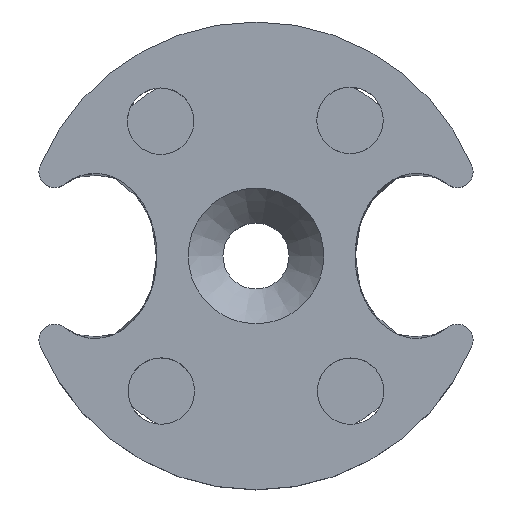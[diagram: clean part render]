
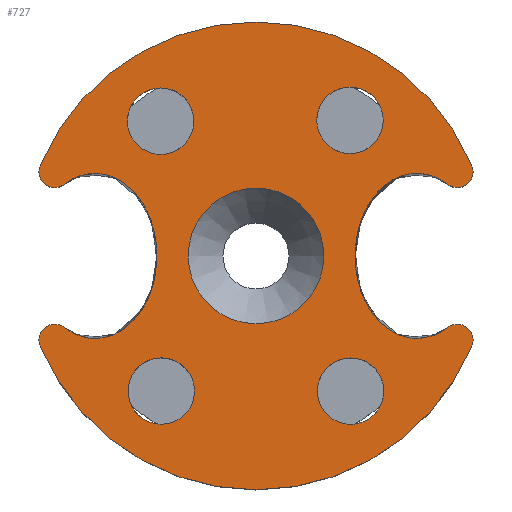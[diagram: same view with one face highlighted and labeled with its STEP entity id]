
A CAD part, top view. The second image highlights one B-rep face of the part: STEP entity #727.
In plain terms, the highlighted planar face has unit normal (0, 0, 1).
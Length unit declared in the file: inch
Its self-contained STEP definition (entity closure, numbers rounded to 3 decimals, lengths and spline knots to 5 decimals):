
#17=FACE_BOUND('',#94,.T.);
#18=FACE_BOUND('',#95,.T.);
#19=FACE_BOUND('',#96,.T.);
#20=FACE_BOUND('',#97,.T.);
#21=FACE_BOUND('',#98,.T.);
#24=PLANE('',#805);
#39=ELLIPSE('',#775,0.25,0.1875);
#42=ELLIPSE('',#798,0.25,0.1875);
#55=FACE_OUTER_BOUND('',#93,.T.);
#93=EDGE_LOOP('',(#533,#534,#535,#536,#537,#538,#539,#540));
#94=EDGE_LOOP('',(#541));
#95=EDGE_LOOP('',(#542));
#96=EDGE_LOOP('',(#543));
#97=EDGE_LOOP('',(#544));
#98=EDGE_LOOP('',(#545));
#238=CIRCLE('',#803,0.04769);
#240=CIRCLE('',#806,0.70866);
#241=CIRCLE('',#807,0.04769);
#242=CIRCLE('',#808,0.04769);
#243=CIRCLE('',#809,0.70866);
#244=CIRCLE('',#810,0.04769);
#245=CIRCLE('',#811,0.2055);
#246=CIRCLE('',#812,0.1007);
#247=CIRCLE('',#813,0.1007);
#248=CIRCLE('',#814,0.1007);
#249=CIRCLE('',#815,0.1007);
#287=VERTEX_POINT('',#1158);
#288=VERTEX_POINT('',#1160);
#315=VERTEX_POINT('',#1237);
#316=VERTEX_POINT('',#1239);
#319=VERTEX_POINT('',#1249);
#321=VERTEX_POINT('',#1255);
#322=VERTEX_POINT('',#1258);
#323=VERTEX_POINT('',#1260);
#324=VERTEX_POINT('',#1263);
#325=VERTEX_POINT('',#1265);
#326=VERTEX_POINT('',#1267);
#327=VERTEX_POINT('',#1269);
#328=VERTEX_POINT('',#1271);
#364=EDGE_CURVE('',#288,#287,#39,.T.);
#397=EDGE_CURVE('',#316,#315,#42,.T.);
#402=EDGE_CURVE('',#319,#287,#238,.T.);
#405=EDGE_CURVE('',#321,#319,#240,.T.);
#406=EDGE_CURVE('',#316,#321,#241,.T.);
#407=EDGE_CURVE('',#322,#315,#242,.T.);
#408=EDGE_CURVE('',#323,#322,#243,.T.);
#409=EDGE_CURVE('',#288,#323,#244,.T.);
#410=EDGE_CURVE('',#324,#324,#245,.T.);
#411=EDGE_CURVE('',#325,#325,#246,.T.);
#412=EDGE_CURVE('',#326,#326,#247,.T.);
#413=EDGE_CURVE('',#327,#327,#248,.T.);
#414=EDGE_CURVE('',#328,#328,#249,.T.);
#533=ORIENTED_EDGE('',*,*,#402,.F.);
#534=ORIENTED_EDGE('',*,*,#405,.F.);
#535=ORIENTED_EDGE('',*,*,#406,.F.);
#536=ORIENTED_EDGE('',*,*,#397,.T.);
#537=ORIENTED_EDGE('',*,*,#407,.F.);
#538=ORIENTED_EDGE('',*,*,#408,.F.);
#539=ORIENTED_EDGE('',*,*,#409,.F.);
#540=ORIENTED_EDGE('',*,*,#364,.T.);
#541=ORIENTED_EDGE('',*,*,#410,.T.);
#542=ORIENTED_EDGE('',*,*,#411,.T.);
#543=ORIENTED_EDGE('',*,*,#412,.T.);
#544=ORIENTED_EDGE('',*,*,#413,.T.);
#545=ORIENTED_EDGE('',*,*,#414,.T.);
#727=ADVANCED_FACE('',(#55,#17,#18,#19,#20,#21),#24,.T.);
#775=AXIS2_PLACEMENT_3D('',#1161,#890,#891);
#798=AXIS2_PLACEMENT_3D('',#1240,#950,#951);
#803=AXIS2_PLACEMENT_3D('',#1250,#962,#963);
#805=AXIS2_PLACEMENT_3D('',#1254,#967,#968);
#806=AXIS2_PLACEMENT_3D('',#1256,#969,#970);
#807=AXIS2_PLACEMENT_3D('',#1257,#971,#972);
#808=AXIS2_PLACEMENT_3D('',#1259,#973,#974);
#809=AXIS2_PLACEMENT_3D('',#1261,#975,#976);
#810=AXIS2_PLACEMENT_3D('',#1262,#977,#978);
#811=AXIS2_PLACEMENT_3D('',#1264,#979,#980);
#812=AXIS2_PLACEMENT_3D('',#1266,#981,#982);
#813=AXIS2_PLACEMENT_3D('',#1268,#983,#984);
#814=AXIS2_PLACEMENT_3D('',#1270,#985,#986);
#815=AXIS2_PLACEMENT_3D('',#1272,#987,#988);
#890=DIRECTION('center_axis',(0.,0.,-1.));
#891=DIRECTION('ref_axis',(0.,-1.,0.));
#950=DIRECTION('center_axis',(0.,0.,-1.));
#951=DIRECTION('ref_axis',(0.,1.,0.));
#962=DIRECTION('center_axis',(0.,0.,-1.));
#963=DIRECTION('ref_axis',(-0.923,-0.385,0.));
#967=DIRECTION('center_axis',(0.,0.,1.));
#968=DIRECTION('ref_axis',(0.5,0.866,0.));
#969=DIRECTION('center_axis',(0.,0.,-1.));
#970=DIRECTION('ref_axis',(0.5,0.866,0.));
#971=DIRECTION('center_axis',(0.,0.,-1.));
#972=DIRECTION('ref_axis',(0.923,-0.385,0.));
#973=DIRECTION('center_axis',(0.,0.,-1.));
#974=DIRECTION('ref_axis',(0.923,0.385,0.));
#975=DIRECTION('center_axis',(0.,0.,-1.));
#976=DIRECTION('ref_axis',(0.5,0.866,0.));
#977=DIRECTION('center_axis',(0.,0.,-1.));
#978=DIRECTION('ref_axis',(-0.923,0.385,0.));
#979=DIRECTION('center_axis',(0.,0.,-1.));
#980=DIRECTION('ref_axis',(1.,0.,0.));
#981=DIRECTION('center_axis',(0.,0.,-1.));
#982=DIRECTION('ref_axis',(1.,0.,0.));
#983=DIRECTION('center_axis',(0.,0.,-1.));
#984=DIRECTION('ref_axis',(1.,0.,0.));
#985=DIRECTION('center_axis',(0.,0.,-1.));
#986=DIRECTION('ref_axis',(1.,0.,0.));
#987=DIRECTION('center_axis',(0.,0.,-1.));
#988=DIRECTION('ref_axis',(1.,0.,0.));
#1158=CARTESIAN_POINT('',(0.58096,0.21673,1.3));
#1160=CARTESIAN_POINT('',(0.58096,-0.21673,1.3));
#1161=CARTESIAN_POINT('Origin',(0.4875,0.,
1.3));
#1237=CARTESIAN_POINT('',(-0.58096,-0.21673,1.3));
#1239=CARTESIAN_POINT('',(-0.58096,0.21673,1.3));
#1240=CARTESIAN_POINT('Origin',(-0.4875,0.,
1.3));
#1249=CARTESIAN_POINT('',(0.65399,0.27294,1.3));
#1250=CARTESIAN_POINT('Origin',(0.60998,0.25457,1.3));
#1254=CARTESIAN_POINT('Origin',(0.,0.,1.3));
#1255=CARTESIAN_POINT('',(-0.65399,0.27294,1.3));
#1256=CARTESIAN_POINT('Origin',(0.,0.,1.3));
#1257=CARTESIAN_POINT('Origin',(-0.60998,0.25457,1.3));
#1258=CARTESIAN_POINT('',(-0.65399,-0.27294,1.3));
#1259=CARTESIAN_POINT('Origin',(-0.60998,-0.25457,1.3));
#1260=CARTESIAN_POINT('',(0.65399,-0.27294,1.3));
#1261=CARTESIAN_POINT('Origin',(0.,0.,1.3));
#1262=CARTESIAN_POINT('Origin',(0.60998,-0.25457,1.3));
#1263=CARTESIAN_POINT('',(-0.2055,0.,1.3));
#1264=CARTESIAN_POINT('Origin',(0.,0.,1.3));
#1265=CARTESIAN_POINT('',(-0.38772,-0.40942,1.3));
#1266=CARTESIAN_POINT('Origin',(-0.28702,-0.40942,1.3));
#1267=CARTESIAN_POINT('',(-0.38944,0.40821,1.3));
#1268=CARTESIAN_POINT('Origin',(-0.28874,0.40821,1.3));
#1269=CARTESIAN_POINT('',(0.18586,-0.40974,1.3));
#1270=CARTESIAN_POINT('Origin',(0.28656,-0.40974,1.3));
#1271=CARTESIAN_POINT('',(0.18413,0.41094,1.3));
#1272=CARTESIAN_POINT('Origin',(0.28483,0.41094,1.3));
